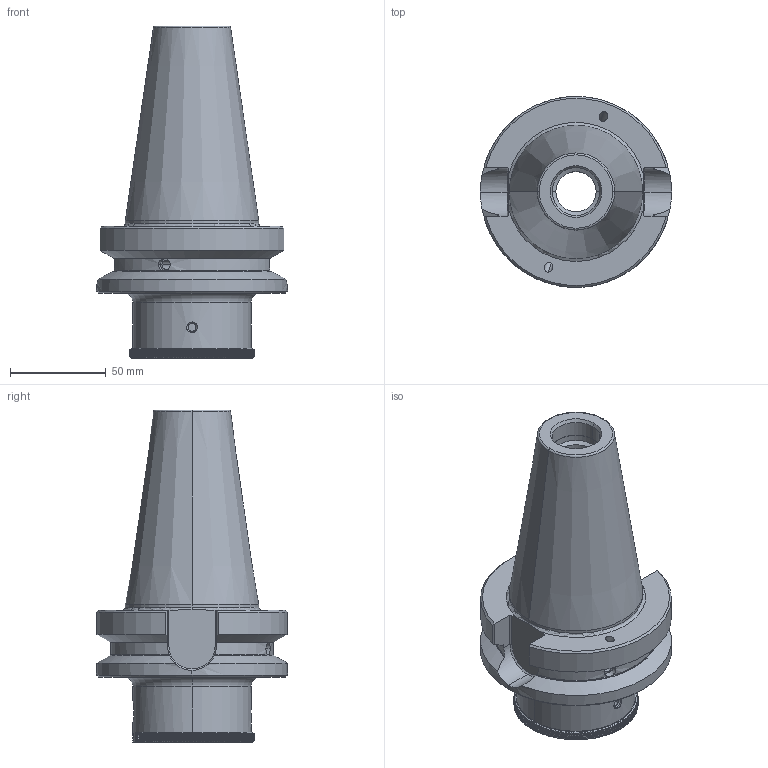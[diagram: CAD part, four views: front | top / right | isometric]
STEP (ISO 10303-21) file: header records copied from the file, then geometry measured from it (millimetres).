
FILE_DESCRIPTION(('no description'),'unknown implementation level');
FILE_NAME('7DB1BD67-89F2-496E-9EBF-9BA9D82AB493_export.stp',' ',('CIMSOURCE GmbH'),('CADClick - KiM GmbH - www.kimweb.de'),'unknown preprocess','ACIS','unknown authorization');
FILE_SCHEMA(('automotive_design'));
Length unit declared in the file: millimetre
Products named in the file (2): 336.304 Kaiser BVH SK50-BTV X CK6|690.436 Kaiser ETL M12 X 18 CK6_Standard;NONE; 336.304 Kaiser BVH SK50-BTV X CK6|336.304 Kaiser BVH SK50-BTV X CK6_Standard;NONE
Bounding box: 100 x 100 x 173.8 mm (x, y, z)
Volume: 491152.6 mm3; surface area: 73028.2 mm2
Topology: 2 solids, 2 shells, 813 faces, 2340 edges, 1528 vertices
Faces by surface type: plane 485, cylinder 246, cone 56, torus 26
Entity records: 54876 total; most frequent: CARTESIAN_POINT 9036, STYLED_ITEM 4679, PRESENTATION_STYLE_ASSIGNMENT 4679, COLOUR_RGB 4679, ORIENTED_EDGE 4672, DIRECTION 3598, EDGE_CURVE 2336, CURVE_STYLE 2336
